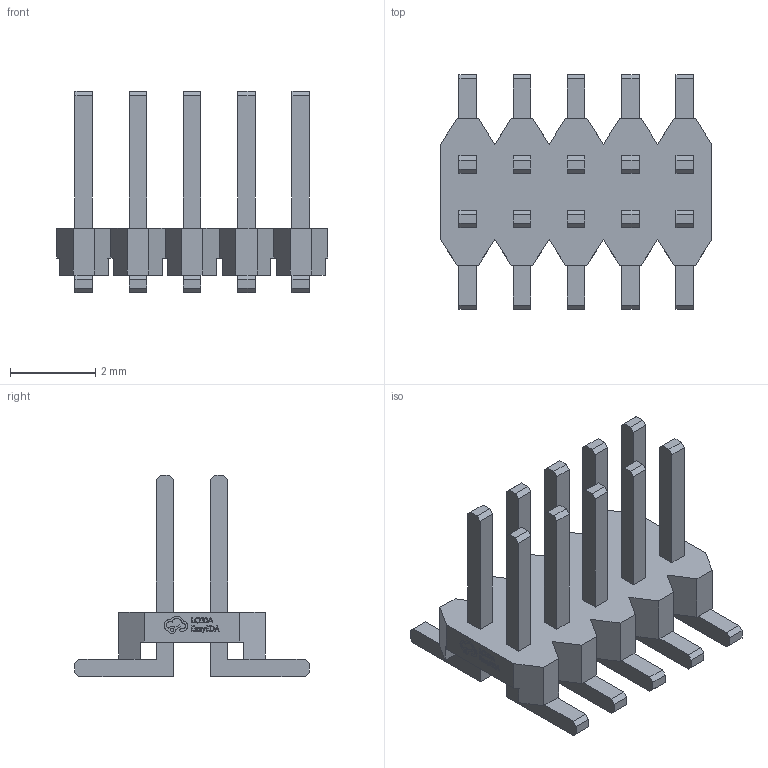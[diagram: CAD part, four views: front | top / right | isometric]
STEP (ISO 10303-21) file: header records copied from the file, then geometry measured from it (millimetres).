
FILE_DESCRIPTION (( 'STEP AP214' ), '1' );
FILE_NAME ('HDR-SMD_10P-P1.27-M-LS-2X5P.step', '2022-07-02T10:10:25', ( '' ), ( '' ), 'SwSTEP 2.0', 'SolidWorks 2020', '' );
FILE_SCHEMA (( 'AUTOMOTIVE_DESIGN' ));
Length unit declared in the file: millimetre
Products named in the file (1): HDR-SMD_10P-P1.27-M-LS-2X5P
Bounding box: 6.36 x 5.5 x 4.71 mm (x, y, z)
Volume: 25.1 mm3; surface area: 159.1 mm2
Topology: 1 solids, 1 shells, 518 faces, 1430 edges, 940 vertices
Faces by surface type: plane 404, bspline 114
Entity records: 20848 total; most frequent: CARTESIAN_POINT 5251, ORIENTED_EDGE 2860, DIRECTION 2008, EDGE_CURVE 1430, LINE 1198, VECTOR 1198, VERTEX_POINT 940, EDGE_LOOP 564
